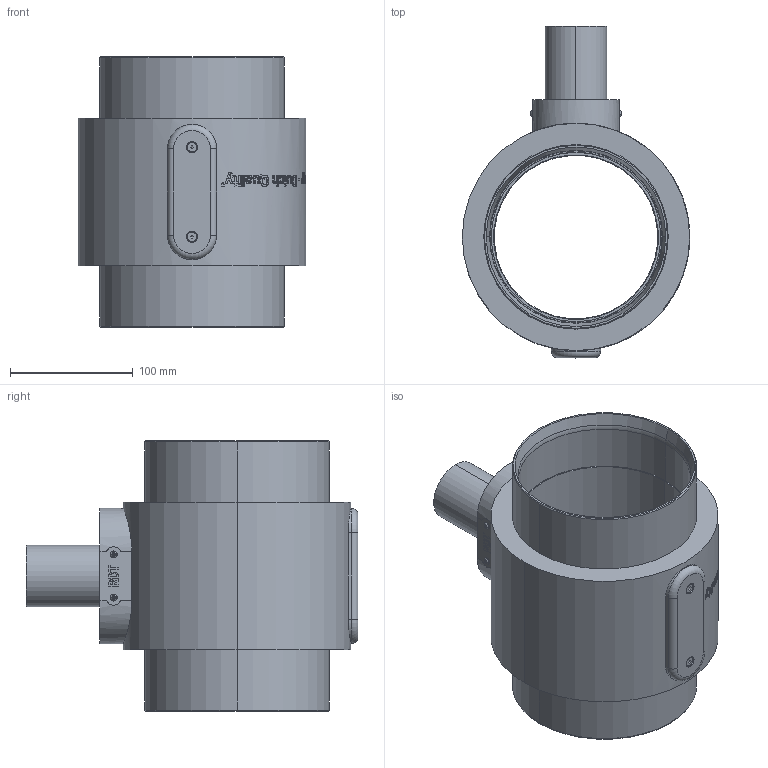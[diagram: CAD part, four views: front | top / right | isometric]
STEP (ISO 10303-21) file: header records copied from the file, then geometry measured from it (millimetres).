
FILE_DESCRIPTION (( 'STEP AP214' ), '1' );
FILE_NAME ('P-133-030-rev-B-BT.STEP', '2021-05-28T14:47:03', ( '' ), ( '' ), 'SwSTEP 2.0', 'SolidWorks 2021', '' );
FILE_SCHEMA (( 'AUTOMOTIVE_DESIGN' ));
Length unit declared in the file: millimetre
Products named in the file (1): P-133-030-rev-B-BT
Bounding box: 185 x 269.93 x 220.06 mm (x, y, z)
Volume: 1924072.6 mm3; surface area: 257022.1 mm2
Topology: 1 solids, 11 shells, 892 faces, 2257 edges, 1444 vertices
Faces by surface type: plane 412, bspline 247, cylinder 140, cone 56, torus 29, sphere 8
Entity records: 74193 total; most frequent: CARTESIAN_POINT 49792, ORIENTED_EDGE 4458, DIRECTION 3199, EDGE_CURVE 2229, VERTEX_POINT 1444, AXIS2_PLACEMENT_3D 1164, EDGE_LOOP 991, FACE_OUTER_BOUND 892
